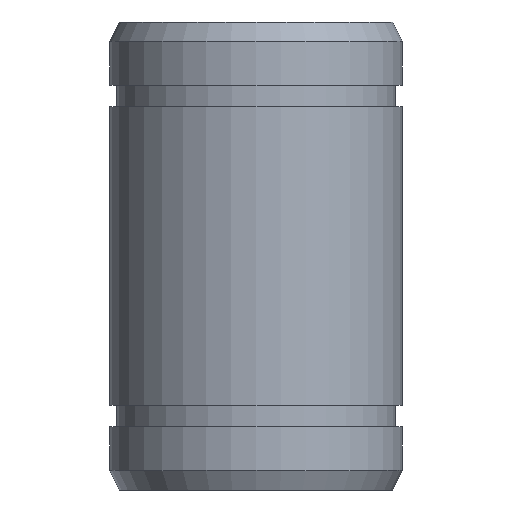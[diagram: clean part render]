
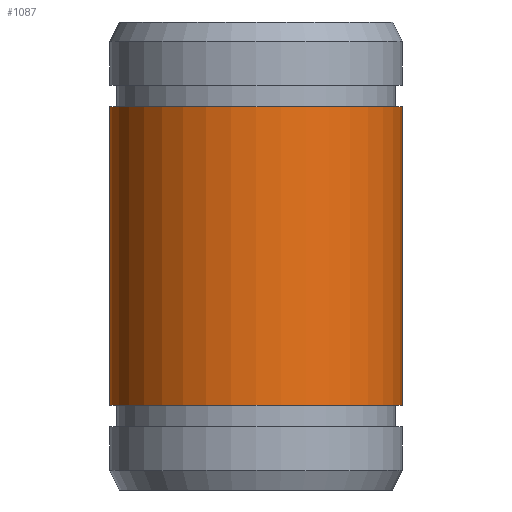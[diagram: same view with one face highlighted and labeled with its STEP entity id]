
A CAD part, front view. The second image highlights one B-rep face of the part: STEP entity #1087.
In plain terms, the highlighted cylindrical face has radius 7.5 mm (diameter 15 mm), a full revolution.
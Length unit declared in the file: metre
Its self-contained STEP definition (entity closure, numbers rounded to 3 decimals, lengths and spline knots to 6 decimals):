
#20=CYLINDRICAL_SURFACE('',#1235,0.0075);
#513=ORIENTED_EDGE('',*,*,#593,.T.);
#514=ORIENTED_EDGE('',*,*,#596,.F.);
#593=EDGE_CURVE('',#749,#749,#857,.T.);
#596=EDGE_CURVE('',#752,#752,#860,.T.);
#749=VERTEX_POINT('',#1752);
#752=VERTEX_POINT('',#1759);
#857=CIRCLE('',#1191,0.0075);
#860=CIRCLE('',#1195,0.0075);
#927=EDGE_LOOP('',(#513));
#928=EDGE_LOOP('',(#514));
#1001=FACE_BOUND('',#927,.T.);
#1002=FACE_BOUND('',#928,.T.);
#1087=ADVANCED_FACE('',(#1001,#1002),#20,.T.);
#1191=AXIS2_PLACEMENT_3D('',#1751,#1414,#1415);
#1195=AXIS2_PLACEMENT_3D('',#1758,#1422,#1423);
#1235=AXIS2_PLACEMENT_3D('',#1915,#1582,#1583);
#1414=DIRECTION('',(0.,0.,1.));
#1415=DIRECTION('',(1.,0.,0.));
#1422=DIRECTION('',(0.,0.,1.));
#1423=DIRECTION('',(1.,0.,0.));
#1582=DIRECTION('',(0.,0.,-1.));
#1583=DIRECTION('',(-1.,0.,0.));
#1751=CARTESIAN_POINT('',(0.,0.,-0.00765));
#1752=CARTESIAN_POINT('',(0.0075,0.,-0.00765));
#1758=CARTESIAN_POINT('',(0.,0.,0.00765));
#1759=CARTESIAN_POINT('',(0.0075,0.,0.00765));
#1915=CARTESIAN_POINT('',(0.,0.,0.012));
